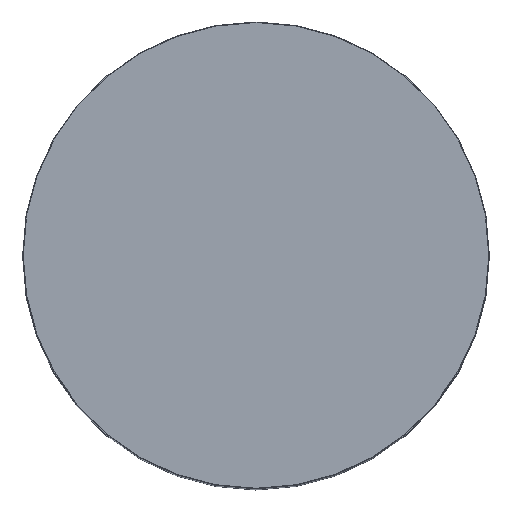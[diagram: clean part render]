
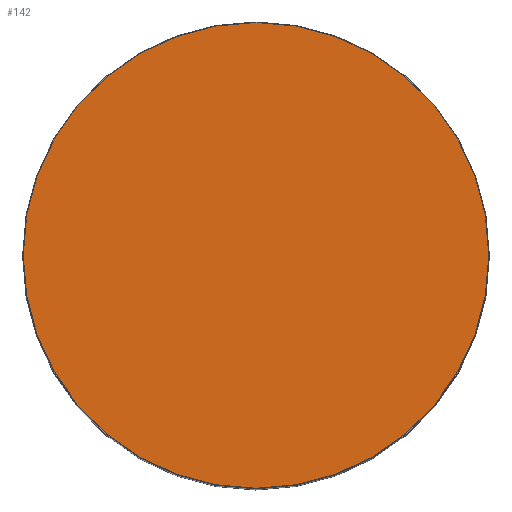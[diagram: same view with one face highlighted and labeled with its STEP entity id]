
A CAD part, top view. The second image highlights one B-rep face of the part: STEP entity #142.
In plain terms, the highlighted planar face has unit normal (0, 0, 1).
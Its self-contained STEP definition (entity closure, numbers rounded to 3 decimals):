
#142=ADVANCED_FACE('TOP',(#236),#190,.T.);
#190=PLANE('',#1124);
#236=FACE_OUTER_BOUND('',#302,.T.);
#302=EDGE_LOOP('',(#730));
#730=ORIENTED_EDGE('',*,*,#962,.F.);
#828=VERTEX_POINT('',#1713);
#962=EDGE_CURVE('',#828,#828,#1016,.T.);
#1016=CIRCLE('',#1123,15.);
#1123=AXIS2_PLACEMENT_3D('',#1712,#1419,#1420);
#1124=AXIS2_PLACEMENT_3D('',#1714,#1421,#1422);
#1419=DIRECTION('',(0.,0.,-1.));
#1420=DIRECTION('',(1.,0.,0.));
#1421=DIRECTION('',(0.,0.,1.));
#1422=DIRECTION('',(1.,0.,0.));
#1712=CARTESIAN_POINT('',(0.,0.,43.948));
#1713=CARTESIAN_POINT('',(15.,0.,43.948));
#1714=CARTESIAN_POINT('',(0.,0.,43.948));
